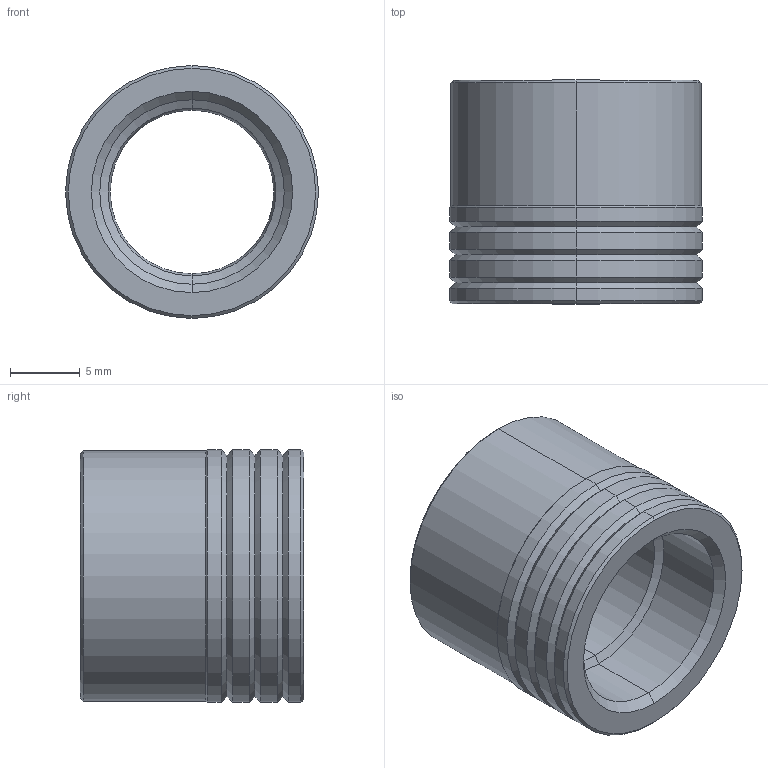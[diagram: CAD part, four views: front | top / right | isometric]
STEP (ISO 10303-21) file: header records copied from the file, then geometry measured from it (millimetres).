
FILE_DESCRIPTION (( 'STEP AP203' ), '1' );
FILE_NAME ('CV121816.STP', '2012-09-05T16:02:23', ( 'dis05' ), ( '' ), 'SwSTEP 2.0', 'SolidWorks 2010', '' );
FILE_SCHEMA (( 'CONFIG_CONTROL_DESIGN' ));
Length unit declared in the file: millimetre
Products named in the file (1): CV121816
Bounding box: 18.1 x 16 x 18.1 mm (x, y, z)
Volume: 2050.5 mm3; surface area: 2151.8 mm2
Topology: 2 solids, 2 shells, 47 faces, 94 edges, 50 vertices
Faces by surface type: cone 24, cylinder 14, torus 6, plane 3
Entity records: 1283 total; most frequent: DIRECTION 246, CARTESIAN_POINT 192, ORIENTED_EDGE 188, AXIS2_PLACEMENT_3D 104, EDGE_CURVE 94, CIRCLE 56, EDGE_LOOP 50, VERTEX_POINT 50
